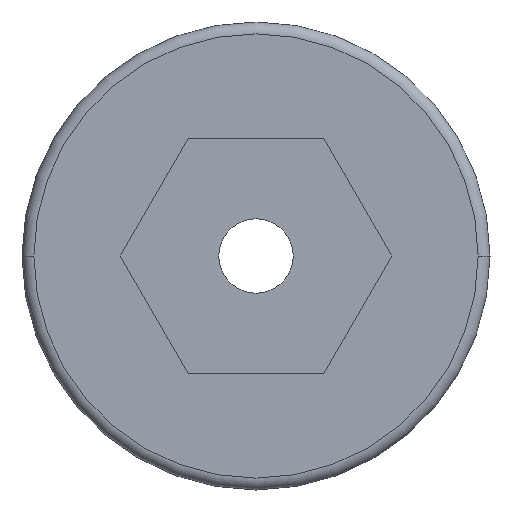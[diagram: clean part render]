
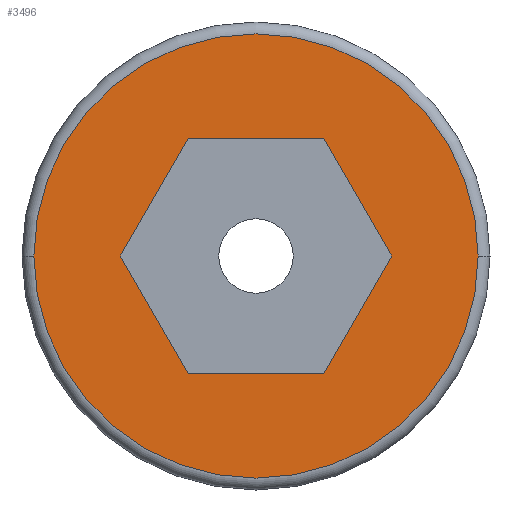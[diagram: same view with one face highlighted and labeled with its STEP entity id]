
A CAD part, left-side view. The second image highlights one B-rep face of the part: STEP entity #3496.
In plain terms, the highlighted planar face has unit normal (-1, 0, 0).
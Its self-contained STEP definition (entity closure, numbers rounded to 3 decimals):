
#1516=DIRECTION('',(0.,-0.5,0.866));
#1517=VECTOR('',#1516,2.898);
#1518=CARTESIAN_POINT('',(-5.85,2.898,0.));
#1519=LINE('',#1518,#1517);
#1520=DIRECTION('',(0.,0.5,0.866));
#1521=VECTOR('',#1520,2.898);
#1522=CARTESIAN_POINT('',(-5.85,1.449,-2.51));
#1523=LINE('',#1522,#1521);
#1524=DIRECTION('',(0.,1.,0.));
#1525=VECTOR('',#1524,2.898);
#1526=CARTESIAN_POINT('',(-5.85,-1.449,-2.51));
#1527=LINE('',#1526,#1525);
#1528=DIRECTION('',(0.,0.5,-0.866));
#1529=VECTOR('',#1528,2.898);
#1530=CARTESIAN_POINT('',(-5.85,-2.898,0.));
#1531=LINE('',#1530,#1529);
#1532=DIRECTION('',(0.,-0.5,-0.866));
#1533=VECTOR('',#1532,2.898);
#1534=CARTESIAN_POINT('',(-5.85,-1.449,2.51));
#1535=LINE('',#1534,#1533);
#1536=DIRECTION('',(0.,-1.,0.));
#1537=VECTOR('',#1536,2.898);
#1538=CARTESIAN_POINT('',(-5.85,1.449,2.51));
#1539=LINE('',#1538,#1537);
#1540=CARTESIAN_POINT('',(-5.85,0.,0.));
#1541=DIRECTION('',(-1.,0.,0.));
#1542=DIRECTION('',(0.,1.,0.));
#1543=AXIS2_PLACEMENT_3D('',#1540,#1541,#1542);
#1545=CARTESIAN_POINT('',(-5.85,0.,0.));
#1546=DIRECTION('',(-1.,0.,0.));
#1547=DIRECTION('',(0.,-1.,0.));
#1548=AXIS2_PLACEMENT_3D('',#1545,#1546,#1547);
#1703=CARTESIAN_POINT('',(-5.85,2.898,0.));
#1704=CARTESIAN_POINT('',(-5.85,1.449,2.51));
#1705=VERTEX_POINT('',#1703);
#1706=VERTEX_POINT('',#1704);
#1707=CARTESIAN_POINT('',(-5.85,-1.449,2.51));
#1708=VERTEX_POINT('',#1707);
#1709=CARTESIAN_POINT('',(-5.85,-2.898,0.));
#1710=VERTEX_POINT('',#1709);
#1711=CARTESIAN_POINT('',(-5.85,-1.449,-2.51));
#1712=VERTEX_POINT('',#1711);
#1713=CARTESIAN_POINT('',(-5.85,1.449,-2.51));
#1714=VERTEX_POINT('',#1713);
#1715=CARTESIAN_POINT('',(-5.85,4.746,0.));
#1716=CARTESIAN_POINT('',(-5.85,-4.746,0.));
#1717=VERTEX_POINT('',#1715);
#1718=VERTEX_POINT('',#1716);
#3472=CARTESIAN_POINT('',(-5.85,0.,0.));
#3473=DIRECTION('',(1.,0.,0.));
#3474=DIRECTION('',(0.,-1.,0.));
#3475=AXIS2_PLACEMENT_3D('',#3472,#3473,#3474);
#3476=PLANE('',#3475);
#3478=ORIENTED_EDGE('',*,*,#3477,.F.);
#3479=ORIENTED_EDGE('',*,*,#3462,.F.);
#3480=EDGE_LOOP('',(#3478,#3479));
#3481=FACE_OUTER_BOUND('',#3480,.F.);
#3483=ORIENTED_EDGE('',*,*,#3482,.F.);
#3485=ORIENTED_EDGE('',*,*,#3484,.F.);
#3487=ORIENTED_EDGE('',*,*,#3486,.F.);
#3489=ORIENTED_EDGE('',*,*,#3488,.F.);
#3491=ORIENTED_EDGE('',*,*,#3490,.F.);
#3493=ORIENTED_EDGE('',*,*,#3492,.F.);
#3494=EDGE_LOOP('',(#3483,#3485,#3487,#3489,#3491,#3493));
#3495=FACE_BOUND('',#3494,.F.);
#1544=CIRCLE('',#1543,4.746);
#1549=CIRCLE('',#1548,4.746);
#3462=EDGE_CURVE('',#1718,#1717,#1549,.T.);
#3477=EDGE_CURVE('',#1717,#1718,#1544,.T.);
#3482=EDGE_CURVE('',#1705,#1706,#1519,.T.);
#3484=EDGE_CURVE('',#1714,#1705,#1523,.T.);
#3486=EDGE_CURVE('',#1712,#1714,#1527,.T.);
#3488=EDGE_CURVE('',#1710,#1712,#1531,.T.);
#3490=EDGE_CURVE('',#1708,#1710,#1535,.T.);
#3492=EDGE_CURVE('',#1706,#1708,#1539,.T.);
#3496=ADVANCED_FACE('',(#3481,#3495),#3476,.F.);
